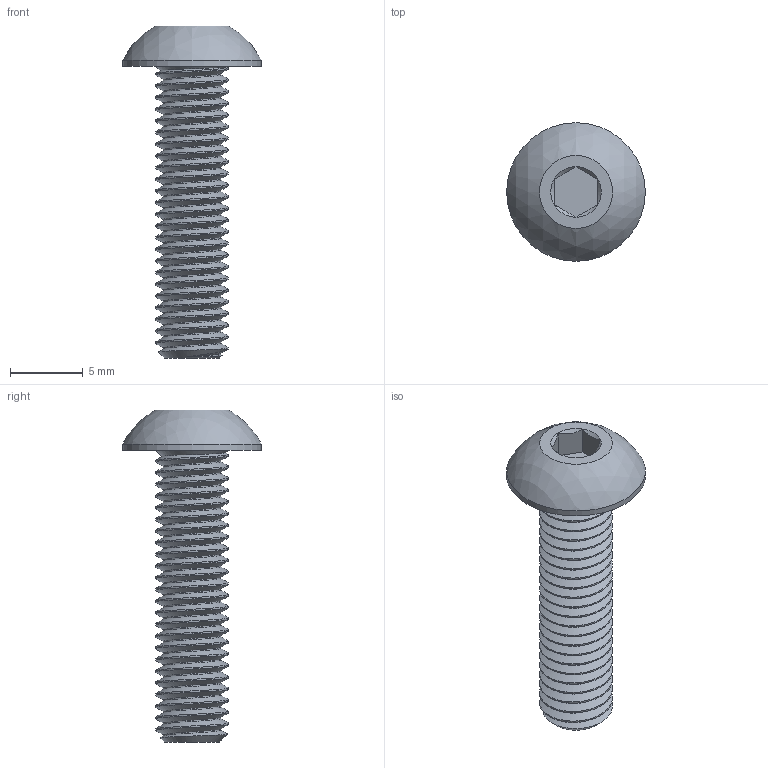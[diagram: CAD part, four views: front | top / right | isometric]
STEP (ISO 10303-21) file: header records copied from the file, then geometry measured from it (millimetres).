
FILE_DESCRIPTION(/* description */ ('STEP AP203'),/* implementation_level */ '2;1');
FILE_NAME(/* name */ 'M5 20mm.step',/* time_stamp */ '2025-11-18T11:12:53-05:00',/* author */ (''),/* organization */ (''),/* preprocessor_version */ 'ST-DEVELOPER v20.1',/* originating_system */ 'Autodesk Translation Framework v14.21.0.0',/* authorisation */ '');
FILE_SCHEMA (('AUTOMOTIVE_DESIGN { 1 0 10303 214 3 1 1 }'));
Length unit declared in the file: millimetre
Products named in the file (1): 92095A214_Button Head Hex Drive Screw
Bounding box: 9.5 x 9.5 x 22.75 mm (x, y, z)
Volume: 443.6 mm3; surface area: 681.3 mm2
Topology: 1 solids, 1 shells, 74 faces, 194 edges, 125 vertices
Faces by surface type: cylinder 51, cone 10, plane 10, bspline 2, sphere 1
Full cylindrical faces by diameter (mm): 3.961 x23, 5 x24, 9.5 x1
Entity records: 7475 total; most frequent: CARTESIAN_POINT 5845, ORIENTED_EDGE 388, DIRECTION 244, EDGE_CURVE 194, VERTEX_POINT 125, B_SPLINE_CURVE_WITH_KNOTS 107, AXIS2_PLACEMENT_3D 90, EDGE_LOOP 77
